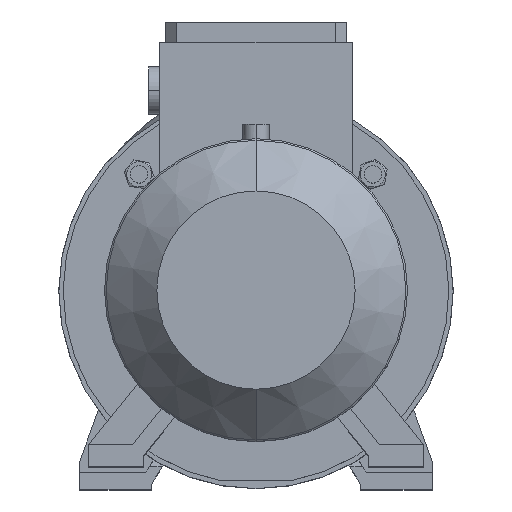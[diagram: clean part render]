
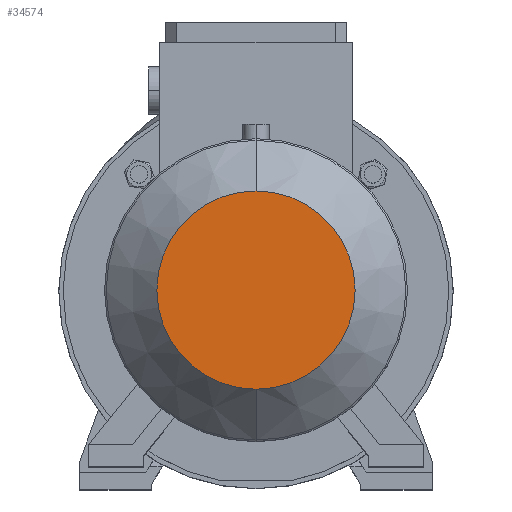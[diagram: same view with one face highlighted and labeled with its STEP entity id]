
A CAD part, top view. The second image highlights one B-rep face of the part: STEP entity #34574.
In plain terms, the highlighted planar face has unit normal (0, 0, 1).
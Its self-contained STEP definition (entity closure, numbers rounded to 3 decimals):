
#2808 = DIRECTION ( 'NONE',  ( 0., 1., 0. ) ) ;
#8179 = CARTESIAN_POINT ( 'NONE',  ( 0., 0., 802. ) ) ;
#9547 = VERTEX_POINT ( 'NONE', #19477 ) ;
#10053 = DIRECTION ( 'NONE',  ( 0., 0., -1. ) ) ;
#13178 = ORIENTED_EDGE ( 'NONE', *, *, #49422, .F. ) ;
#15821 = DIRECTION ( 'NONE',  ( 0., 1., 0. ) ) ;
#18745 = EDGE_CURVE ( 'NONE', #33580, #9547, #29295, .T. ) ;
#19477 = CARTESIAN_POINT ( 'NONE',  ( 0., 90., 802. ) ) ;
#27926 = DIRECTION ( 'NONE',  ( 0., -1., 0. ) ) ;
#28068 = AXIS2_PLACEMENT_3D ( 'NONE', #49469, #49022, #27926 ) ;
#28586 = ORIENTED_EDGE ( 'NONE', *, *, #18745, .F. ) ;
#29295 = CIRCLE ( 'NONE', #50187, 90. ) ;
#30350 = AXIS2_PLACEMENT_3D ( 'NONE', #63585, #10053, #15821 ) ;
#30553 = EDGE_LOOP ( 'NONE', ( #13178, #28586 ) ) ;
#33580 = VERTEX_POINT ( 'NONE', #56050 ) ;
#34574 = ADVANCED_FACE ( 'NONE', ( #51410 ), #43711, .T. ) ;
#34599 = CIRCLE ( 'NONE', #30350, 90. ) ;
#43711 = PLANE ( 'NONE',  #28068 ) ;
#49022 = DIRECTION ( 'NONE',  ( 0., 0., 1. ) ) ;
#49422 = EDGE_CURVE ( 'NONE', #9547, #33580, #34599, .T. ) ;
#49469 = CARTESIAN_POINT ( 'NONE',  ( 0., 0., 802. ) ) ;
#50187 = AXIS2_PLACEMENT_3D ( 'NONE', #8179, #50671, #2808 ) ;
#50671 = DIRECTION ( 'NONE',  ( 0., 0., -1. ) ) ;
#51410 = FACE_OUTER_BOUND ( 'NONE', #30553, .T. ) ;
#56050 = CARTESIAN_POINT ( 'NONE',  ( 0., -90., 802. ) ) ;
#63585 = CARTESIAN_POINT ( 'NONE',  ( 0., 0., 802. ) ) ;
